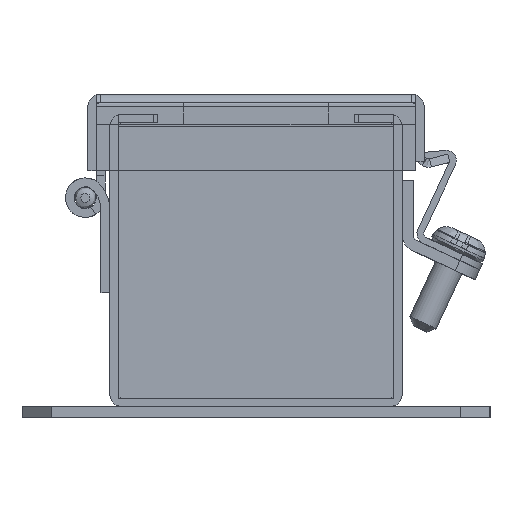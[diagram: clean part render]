
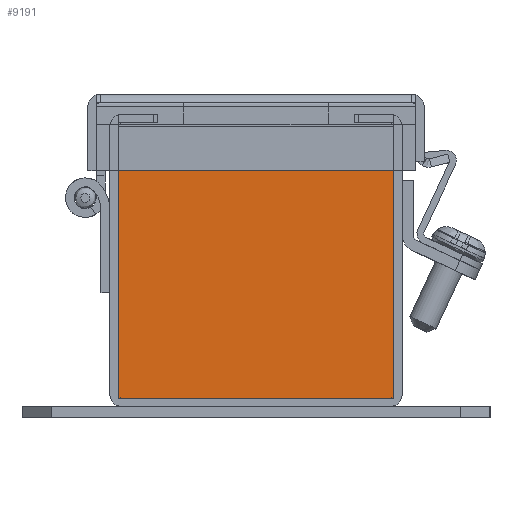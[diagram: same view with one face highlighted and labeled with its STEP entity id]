
A CAD part, left-side view. The second image highlights one B-rep face of the part: STEP entity #9191.
In plain terms, the highlighted planar face has unit normal (-1, 0, 0).
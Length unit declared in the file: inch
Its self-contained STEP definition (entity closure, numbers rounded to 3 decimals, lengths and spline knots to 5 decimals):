
#3519 = ORIENTED_EDGE ( 'NONE', *, *, #25434, .F. ) ;
#3535 = VERTEX_POINT ( 'NONE', #14257 ) ;
#5446 = PLANE ( 'NONE',  #19984 ) ;
#6414 = ORIENTED_EDGE ( 'NONE', *, *, #19698, .F. ) ;
#6645 = CARTESIAN_POINT ( 'NONE',  ( -36., -1.178, 0.072 ) ) ;
#6815 = DIRECTION ( 'NONE',  ( 0., 0., -1. ) ) ;
#7378 = EDGE_CURVE ( 'NONE', #27751, #16940, #16050, .T. ) ;
#8333 = CARTESIAN_POINT ( 'NONE',  ( -36., 1.178, 0.072 ) ) ;
#9191 = ADVANCED_FACE ( 'NONE', ( #18457 ), #5446, .F. ) ;
#10074 = CARTESIAN_POINT ( 'NONE',  ( -36., -1.178, 2.392 ) ) ;
#11890 = DIRECTION ( 'NONE',  ( 0., 0., 1. ) ) ;
#11901 = ORIENTED_EDGE ( 'NONE', *, *, #26106, .F. ) ;
#12155 = CARTESIAN_POINT ( 'NONE',  ( -36., 1.178, 2.392 ) ) ;
#12427 = DIRECTION ( 'NONE',  ( 1., 0., 0. ) ) ;
#12589 = DIRECTION ( 'NONE',  ( 0., 0., 1. ) ) ;
#13945 = LINE ( 'NONE', #17027, #31302 ) ;
#13947 = VERTEX_POINT ( 'NONE', #10074 ) ;
#14257 = CARTESIAN_POINT ( 'NONE',  ( -36., 1.178, 2.392 ) ) ;
#14309 = EDGE_LOOP ( 'NONE', ( #11901, #6414, #25401, #3519 ) ) ;
#14635 = CARTESIAN_POINT ( 'NONE',  ( -36., -1.178, 0.072 ) ) ;
#16050 = LINE ( 'NONE', #16236, #24516 ) ;
#16236 = CARTESIAN_POINT ( 'NONE',  ( -36., 1.178, 0.072 ) ) ;
#16454 = VECTOR ( 'NONE', #27775, 39.37008 ) ;
#16787 = VECTOR ( 'NONE', #6815, 39.37008 ) ;
#16940 = VERTEX_POINT ( 'NONE', #8333 ) ;
#17027 = CARTESIAN_POINT ( 'NONE',  ( -36., 1.178, 0.072 ) ) ;
#18457 = FACE_OUTER_BOUND ( 'NONE', #14309, .T. ) ;
#19698 = EDGE_CURVE ( 'NONE', #16940, #3535, #13945, .T. ) ;
#19984 = AXIS2_PLACEMENT_3D ( 'NONE', #32277, #12427, #12589 ) ;
#21508 = DIRECTION ( 'NONE',  ( 0., 1., 0. ) ) ;
#24516 = VECTOR ( 'NONE', #21508, 39.37008 ) ;
#25401 = ORIENTED_EDGE ( 'NONE', *, *, #7378, .F. ) ;
#25434 = EDGE_CURVE ( 'NONE', #13947, #27751, #32469, .T. ) ;
#26106 = EDGE_CURVE ( 'NONE', #3535, #13947, #33124, .T. ) ;
#27751 = VERTEX_POINT ( 'NONE', #14635 ) ;
#27775 = DIRECTION ( 'NONE',  ( 0., -1., 0. ) ) ;
#31302 = VECTOR ( 'NONE', #11890, 39.37008 ) ;
#32277 = CARTESIAN_POINT ( 'NONE',  ( -36., 1.178, 0.072 ) ) ;
#32469 = LINE ( 'NONE', #6645, #16787 ) ;
#33124 = LINE ( 'NONE', #12155, #16454 ) ;
